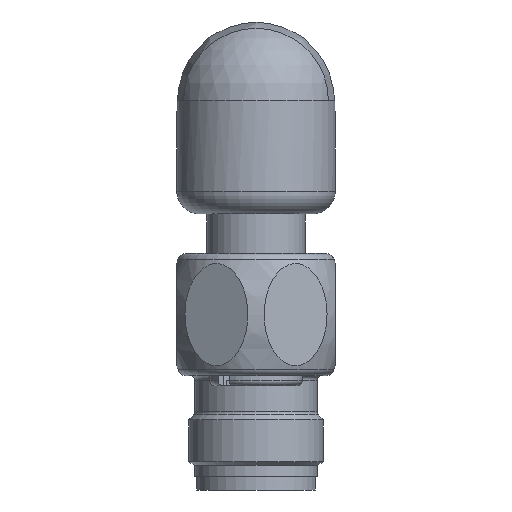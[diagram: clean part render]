
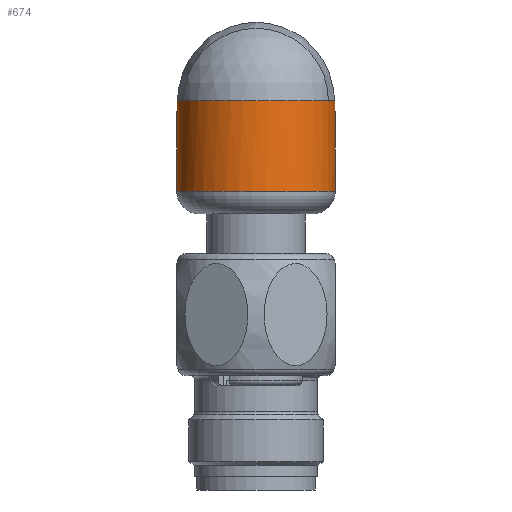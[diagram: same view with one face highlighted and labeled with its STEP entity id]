
A CAD part, front view. The second image highlights one B-rep face of the part: STEP entity #674.
In plain terms, the highlighted cylindrical face has radius 7 mm (diameter 14 mm), a full revolution.
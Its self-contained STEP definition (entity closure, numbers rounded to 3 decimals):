
#674=ADVANCED_FACE('',(#901,#902),#751,.T.);
#751=CYLINDRICAL_SURFACE('',#3004,7.);
#773=B_SPLINE_CURVE_WITH_KNOTS('',3,(#5099,#5100,#5101,#5102,#5103,#5104,
#5105,#5106,#5107,#5108,#5109,#5110,#5111,#5112,#5113,#5114,#5115,#5116,
#5117,#5118,#5119,#5120),.UNSPECIFIED.,.F.,.F.,(4,2,2,2,2,2,2,2,2,2,4),
(0.,0.063,0.125,0.25,0.375,0.5,0.625,0.75,0.875,0.938,1.),
 .UNSPECIFIED.);
#901=FACE_BOUND('',#1158,.T.);
#902=FACE_BOUND('',#1159,.T.);
#1158=EDGE_LOOP('',(#1813));
#1159=EDGE_LOOP('',(#1814,#1815,#1816,#1817));
#1813=ORIENTED_EDGE('',*,*,#2406,.T.);
#1814=ORIENTED_EDGE('',*,*,#2407,.F.);
#1815=ORIENTED_EDGE('',*,*,#2408,.T.);
#1816=ORIENTED_EDGE('',*,*,#2409,.F.);
#1817=ORIENTED_EDGE('',*,*,#2410,.T.);
#2074=VERTEX_POINT('',#5095);
#2075=VERTEX_POINT('',#5097);
#2076=VERTEX_POINT('',#5098);
#2077=VERTEX_POINT('',#5121);
#2078=VERTEX_POINT('',#5123);
#2406=EDGE_CURVE('',#2074,#2074,#2627,.T.);
#2407=EDGE_CURVE('',#2075,#2076,#2628,.T.);
#2408=EDGE_CURVE('',#2075,#2077,#773,.T.);
#2409=EDGE_CURVE('',#2078,#2077,#2629,.T.);
#2410=EDGE_CURVE('',#2078,#2076,#2630,.T.);
#2627=CIRCLE('',#3000,7.);
#2628=CIRCLE('',#3001,7.);
#2629=CIRCLE('',#3002,7.);
#2630=CIRCLE('',#3003,7.);
#3000=AXIS2_PLACEMENT_3D('',#5094,#3852,#3853);
#3001=AXIS2_PLACEMENT_3D('',#5096,#3854,#3855);
#3002=AXIS2_PLACEMENT_3D('',#5122,#3856,#3857);
#3003=AXIS2_PLACEMENT_3D('',#5124,#3858,#3859);
#3004=AXIS2_PLACEMENT_3D('',#5125,#3860,#3861);
#3852=DIRECTION('',(0.,0.,1.));
#3853=DIRECTION('',(-1.,0.,0.));
#3854=DIRECTION('',(0.,0.,1.));
#3855=DIRECTION('',(-1.,0.,0.));
#3856=DIRECTION('',(0.,0.,1.));
#3857=DIRECTION('',(-1.,0.,0.));
#3858=DIRECTION('',(0.,0.,-1.));
#3859=DIRECTION('',(1.,0.,0.));
#3860=DIRECTION('',(0.,0.,-1.));
#3861=DIRECTION('',(1.,0.,0.));
#5094=CARTESIAN_POINT('',(0.,-113.225,2.));
#5095=CARTESIAN_POINT('',(-7.,-113.225,2.));
#5096=CARTESIAN_POINT('',(0.,-113.225,10.));
#5097=CARTESIAN_POINT('',(-6.794,-111.539,10.));
#5098=CARTESIAN_POINT('',(-6.397,-116.066,10.));
#5099=CARTESIAN_POINT('',(-6.794,-111.539,10.));
#5100=CARTESIAN_POINT('',(-6.794,-111.539,9.465));
#5101=CARTESIAN_POINT('',(-6.717,-111.234,8.984));
#5102=CARTESIAN_POINT('',(-6.526,-110.676,8.1));
#5103=CARTESIAN_POINT('',(-6.402,-110.374,7.677));
#5104=CARTESIAN_POINT('',(-5.95,-109.478,6.437));
#5105=CARTESIAN_POINT('',(-5.549,-108.889,5.657));
#5106=CARTESIAN_POINT('',(-4.47,-107.783,4.194));
#5107=CARTESIAN_POINT('',(-3.796,-107.27,3.521));
#5108=CARTESIAN_POINT('',(-2.101,-106.483,2.49));
#5109=CARTESIAN_POINT('',(-1.078,-106.225,2.153));
#5110=CARTESIAN_POINT('',(1.079,-106.225,2.153));
#5111=CARTESIAN_POINT('',(2.111,-106.487,2.495));
#5112=CARTESIAN_POINT('',(3.798,-107.272,3.524));
#5113=CARTESIAN_POINT('',(4.473,-107.786,4.198));
#5114=CARTESIAN_POINT('',(5.551,-108.891,5.66));
#5115=CARTESIAN_POINT('',(5.955,-109.487,6.449));
#5116=CARTESIAN_POINT('',(6.402,-110.375,7.679));
#5117=CARTESIAN_POINT('',(6.525,-110.674,8.098));
#5118=CARTESIAN_POINT('',(6.717,-111.234,8.984));
#5119=CARTESIAN_POINT('',(6.794,-111.539,9.458));
#5120=CARTESIAN_POINT('',(6.794,-111.539,10.));
#5121=CARTESIAN_POINT('',(6.794,-111.539,10.));
#5122=CARTESIAN_POINT('',(0.,-113.225,10.));
#5123=CARTESIAN_POINT('',(6.397,-116.066,10.));
#5124=CARTESIAN_POINT('',(0.,-113.225,10.));
#5125=CARTESIAN_POINT('',(0.,-113.225,17.));
